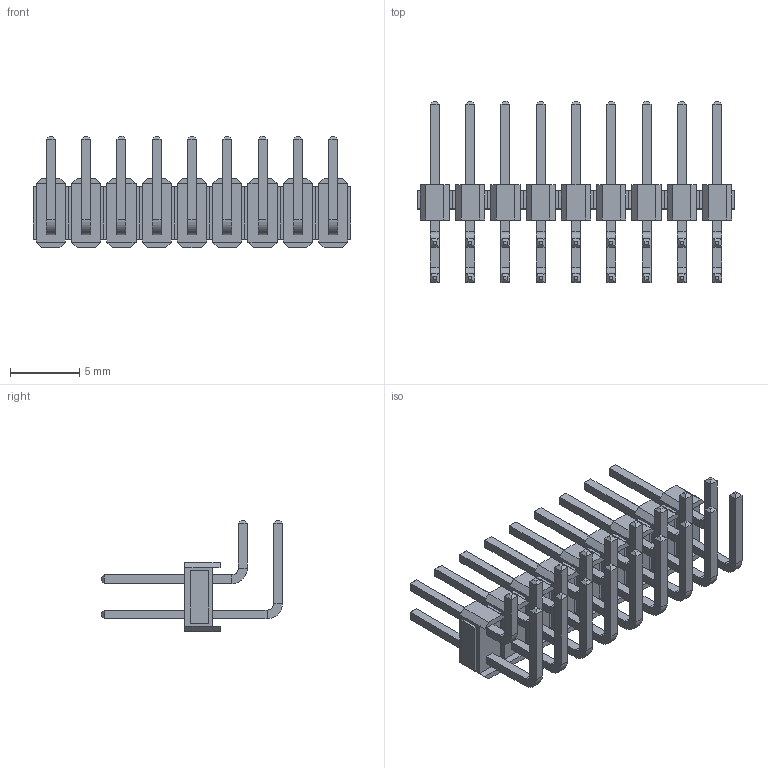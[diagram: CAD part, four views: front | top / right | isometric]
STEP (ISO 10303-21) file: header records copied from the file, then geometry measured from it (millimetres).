
FILE_DESCRIPTION (( 'STEP AP214' ), '1' );
FILE_NAME ('PLDR-18.STEP', '2019-07-02T20:39:45', ( '' ), ( '' ), 'SwSTEP 2.0', 'SolidWorks 2018', '' );
FILE_SCHEMA (( 'AUTOMOTIVE_DESIGN' ));
Length unit declared in the file: millimetre
Products named in the file (1): PLDR-18
Bounding box: 22.86 x 13.04 x 8 mm (x, y, z)
Volume: 315.6 mm3; surface area: 1166.3 mm2
Topology: 9 solids, 9 shells, 684 faces, 1512 edges, 900 vertices
Faces by surface type: plane 648, cylinder 36
Entity records: 25706 total; most frequent: CARTESIAN_POINT 3097, ORIENTED_EDGE 3024, DIRECTION 2954, EDGE_CURVE 1512, LINE 1440, VECTOR 1440, VERTEX_POINT 900, AXIS2_PLACEMENT_3D 757
